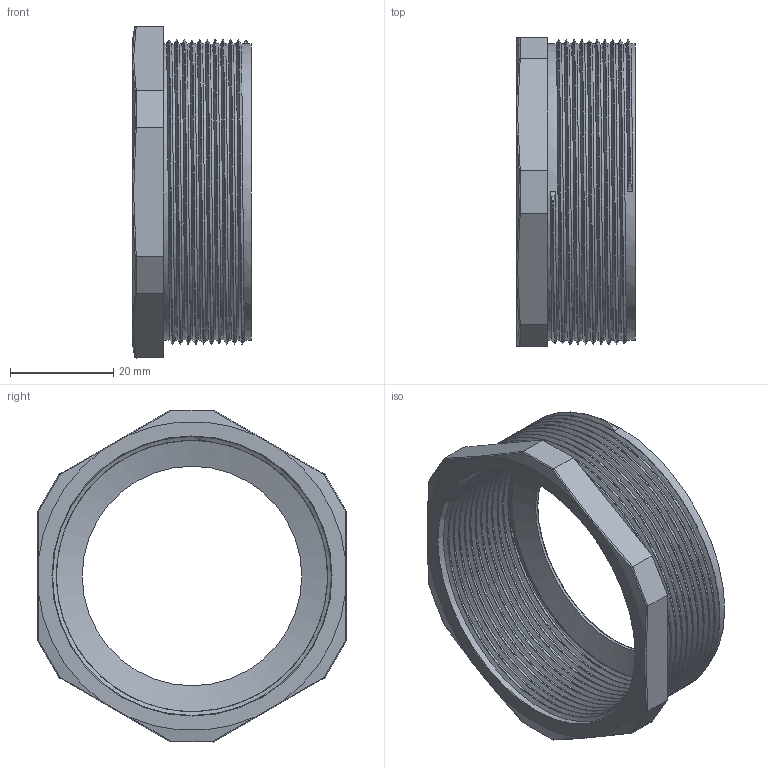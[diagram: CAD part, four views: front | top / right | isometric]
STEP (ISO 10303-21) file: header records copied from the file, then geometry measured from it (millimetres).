
FILE_DESCRIPTION(/* description */ ('Reduzierung sechskant PG 48/ PG 42 Bauform A'),/* implementation_level */ '2;1');
FILE_NAME(/* name */ '11084842-RST.stp',/* time_stamp */ '2020-04-29T11:23:30+02:00',/* author */ ('sl'),/* organization */ (''),/* preprocessor_version */ 'ST-DEVELOPER v16.5',/* originating_system */ 'Autodesk Inventor 2017',/* authorisation */ '');
FILE_SCHEMA (('AUTOMOTIVE_DESIGN { 1 0 10303 214 3 1 1 }'));
Length unit declared in the file: millimetre
Products named in the file (1): 11084842
Bounding box: 23 x 60 x 64.46 mm (x, y, z)
Volume: 12602.3 mm3; surface area: 14462.9 mm2
Topology: 1 solids, 1 shells, 78 faces, 213 edges, 140 vertices
Faces by surface type: cylinder 31, plane 21, bspline 16, cone 8, torus 2
Full cylindrical faces by diameter (mm): 42.62 x1, 54.15 x1, 54.182 x12, 55.36 x1, 57.588 x10
Entity records: 6231 total; most frequent: CARTESIAN_POINT 4968, ORIENTED_EDGE 272, DIRECTION 207, EDGE_CURVE 136, VERTEX_POINT 94, AXIS2_PLACEMENT_3D 81, EDGE_LOOP 72, FACE_OUTER_BOUND 57
